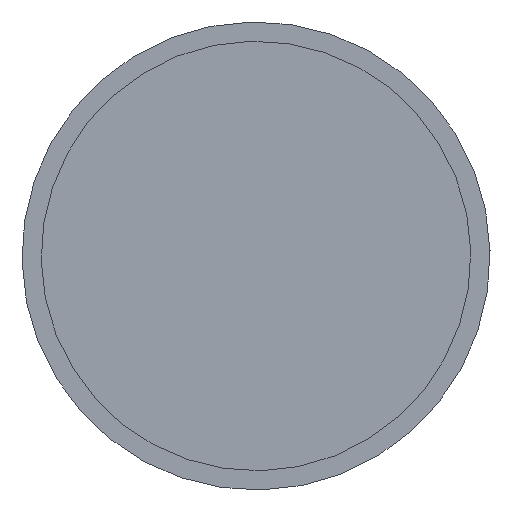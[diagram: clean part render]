
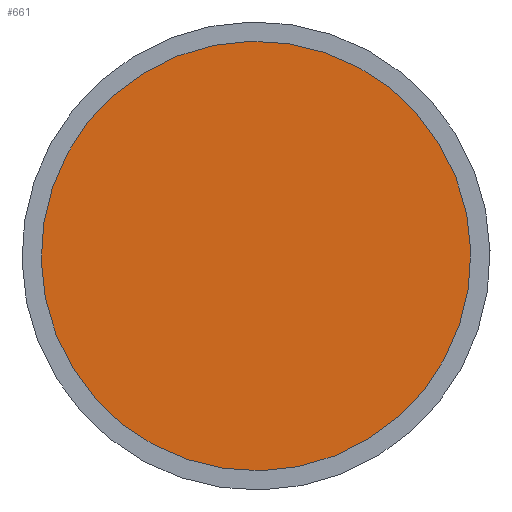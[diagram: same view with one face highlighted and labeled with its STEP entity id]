
A CAD part, left-side view. The second image highlights one B-rep face of the part: STEP entity #661.
In plain terms, the highlighted planar face has unit normal (-1, 0, 0).
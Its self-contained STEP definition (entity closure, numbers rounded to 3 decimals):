
#491=CARTESIAN_POINT('Vertex',(0.,25.77,14.078)) ;
#494=CARTESIAN_POINT('Axis2P3D Location',(0.,0.,0.)) ;
#498=CARTESIAN_POINT('Vertex',(0.,-25.77,-14.078)) ;
#518=CARTESIAN_POINT('Axis2P3D Location',(0.,0.,0.)) ;
#652=CARTESIAN_POINT('Axis2P3D Location',(0.,0.,0.)) ;
#495=DIRECTION('Axis2P3D Direction',(1.,0.,0.)) ;
#519=DIRECTION('Axis2P3D Direction',(1.,0.,0.)) ;
#653=DIRECTION('Axis2P3D Direction',(1.,0.,0.)) ;
#654=DIRECTION('Axis2P3D XDirection',(0.,1.,0.)) ;
#496=AXIS2_PLACEMENT_3D('Circle Axis2P3D',#494,#495,$) ;
#520=AXIS2_PLACEMENT_3D('Circle Axis2P3D',#518,#519,$) ;
#655=AXIS2_PLACEMENT_3D('Plane Axis2P3D',#652,#653,#654) ;
#658=ORIENTED_EDGE('',*,*,#500,.F.) ;
#659=ORIENTED_EDGE('',*,*,#522,.F.) ;
#661=ADVANCED_FACE('Corps principal',(#660),#656,.F.) ;
#497=CIRCLE('generated circle',#496,29.365) ;
#521=CIRCLE('generated circle',#520,29.365) ;
#500=EDGE_CURVE('',#492,#499,#497,.T.) ;
#522=EDGE_CURVE('',#499,#492,#521,.T.) ;
#657=EDGE_LOOP('',(#658,#659)) ;
#660=FACE_OUTER_BOUND('',#657,.T.) ;
#656=PLANE('Plane',#655) ;
#492=VERTEX_POINT('',#491) ;
#499=VERTEX_POINT('',#498) ;
